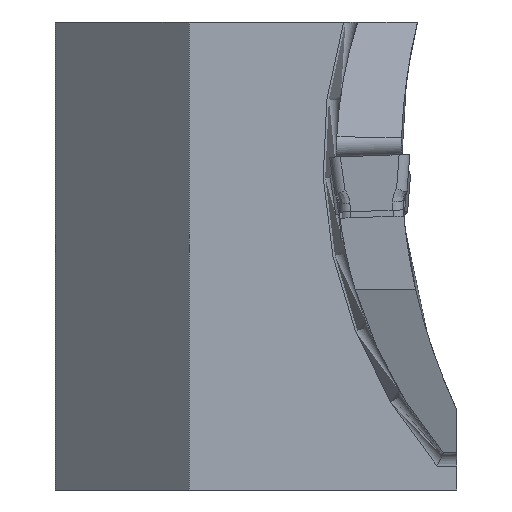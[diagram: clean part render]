
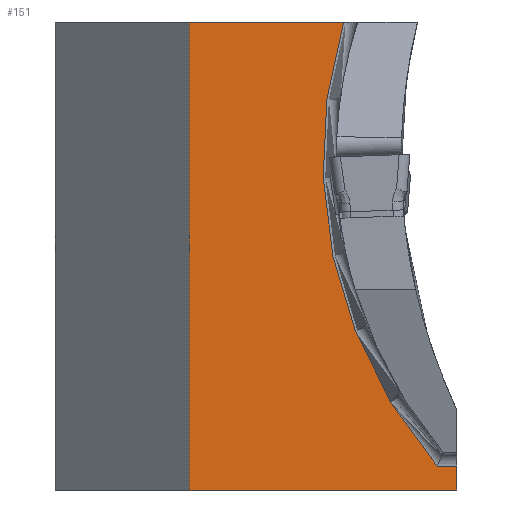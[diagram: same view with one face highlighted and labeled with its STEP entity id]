
A CAD part, left-side view. The second image highlights one B-rep face of the part: STEP entity #151.
In plain terms, the highlighted planar face has unit normal (-1, 0, 0).
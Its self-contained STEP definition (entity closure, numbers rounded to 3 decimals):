
#65=CIRCLE('',#1239,35.);
#151=ADVANCED_FACE('',(#245),#189,.F.);
#189=PLANE('',#1240);
#245=FACE_OUTER_BOUND('',#305,.T.);
#305=EDGE_LOOP('',(#755,#756,#757,#758,#759,#760));
#363=LINE('',#1940,#447);
#370=LINE('',#1955,#454);
#388=LINE('',#2017,#472);
#394=LINE('',#2111,#478);
#395=LINE('',#2112,#479);
#447=VECTOR('',#1445,1.);
#454=VECTOR('',#1454,1.);
#472=VECTOR('',#1494,1.);
#478=VECTOR('',#1540,1.);
#479=VECTOR('',#1541,1.);
#755=ORIENTED_EDGE('',*,*,#1071,.F.);
#756=ORIENTED_EDGE('',*,*,#1024,.T.);
#757=ORIENTED_EDGE('',*,*,#1072,.F.);
#758=ORIENTED_EDGE('',*,*,#1048,.T.);
#759=ORIENTED_EDGE('',*,*,#1017,.T.);
#760=ORIENTED_EDGE('',*,*,#1073,.F.);
#877=VERTEX_POINT('',#1939);
#878=VERTEX_POINT('',#1941);
#884=VERTEX_POINT('',#1954);
#885=VERTEX_POINT('',#1956);
#902=VERTEX_POINT('',#2018);
#918=VERTEX_POINT('',#2110);
#1017=EDGE_CURVE('',#878,#877,#363,.T.);
#1024=EDGE_CURVE('',#885,#884,#370,.T.);
#1048=EDGE_CURVE('',#902,#878,#388,.T.);
#1071=EDGE_CURVE('',#885,#918,#65,.T.);
#1072=EDGE_CURVE('',#902,#884,#394,.T.);
#1073=EDGE_CURVE('',#918,#877,#395,.T.);
#1239=AXIS2_PLACEMENT_3D('',#2109,#1538,#1539);
#1240=AXIS2_PLACEMENT_3D('',#2113,#1542,#1543);
#1445=DIRECTION('',(0.,0.,1.));
#1454=DIRECTION('',(0.,1.,0.));
#1494=DIRECTION('',(0.,-1.,0.));
#1538=DIRECTION('',(-1.,0.,0.));
#1539=DIRECTION('',(0.,0.,-1.));
#1540=DIRECTION('',(0.,0.,1.));
#1541=DIRECTION('',(0.,-1.,0.));
#1542=DIRECTION('',(1.,0.,0.));
#1543=DIRECTION('',(0.,0.,-1.));
#1939=CARTESIAN_POINT('',(33.,-55.,-23.209));
#1940=CARTESIAN_POINT('',(33.,-55.,-25.));
#1941=CARTESIAN_POINT('',(33.,-55.,-25.));
#1954=CARTESIAN_POINT('',(33.,-35.,10.));
#1955=CARTESIAN_POINT('',(33.,-47.598,10.));
#1956=CARTESIAN_POINT('',(33.,-46.55,10.));
#2017=CARTESIAN_POINT('',(33.,-25.,-25.));
#2018=CARTESIAN_POINT('',(33.,-35.,-25.));
#2109=CARTESIAN_POINT('',(33.,-80.,-0.3));
#2110=CARTESIAN_POINT('',(33.,-53.539,-23.209));
#2111=CARTESIAN_POINT('',(33.,-35.,-0.3));
#2112=CARTESIAN_POINT('',(33.,-80.,-23.209));
#2113=CARTESIAN_POINT('',(33.,-80.,-0.3));
